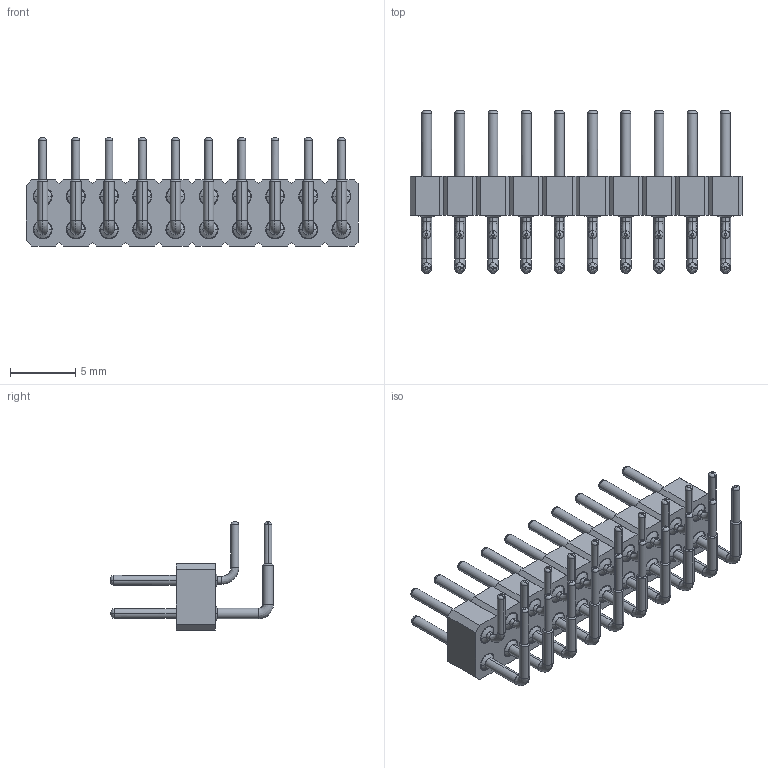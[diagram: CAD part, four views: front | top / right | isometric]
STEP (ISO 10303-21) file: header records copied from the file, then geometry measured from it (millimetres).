
FILE_DESCRIPTION( ('This file contains a STEP AP42 implementation' ,'as created by ZW3D STEP Interface translator.') ,'2;1' );
FILE_NAME( '3511-302XXRXX136X1.stp' ,'231012.143333', (''), ('ZWCAD Software Co.'), 'Version 1.0', 'ZW3D to STEP translator', '' );
FILE_SCHEMA(('AUTOMOTIVE_DESIGN { 1 0 10303 214 1 1 1 1 }'));
Length unit declared in the file: millimetre
Products named in the file (2): 0; 3511-30220RXX136X1
Bounding box: 25.4 x 12.44 x 8.28 mm (x, y, z)
Volume: 478.5 mm3; surface area: 1531.6 mm2
Topology: 1 solids, 21 shells, 864 faces, 1846 edges, 1104 vertices
Faces by surface type: bspline 580, plane 184, cone 100
Entity records: 54476 total; most frequent: CARTESIAN_POINT 41235, ORIENTED_EDGE 3692, EDGE_CURVE 1846, B_SPLINE_CURVE_WITH_KNOTS 1684, VERTEX_POINT 1104, EDGE_LOOP 984, FACE_OUTER_BOUND 864, ADVANCED_FACE 864
